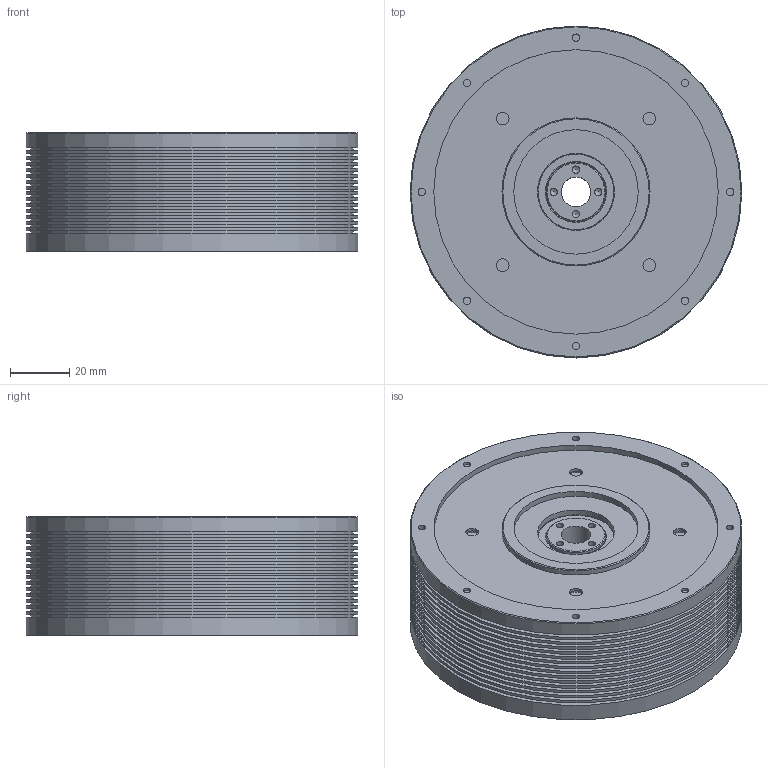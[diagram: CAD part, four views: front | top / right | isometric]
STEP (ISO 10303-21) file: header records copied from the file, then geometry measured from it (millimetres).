
FILE_DESCRIPTION (( 'STEP AP214' ), '1' );
FILE_NAME ('M-BA112.STEP', '2023-11-16T06:26:26', ( '821079794744' ), ( '' ), 'SwSTEP 2.0', 'SolidWorks 2018', '' );
FILE_SCHEMA (( 'AUTOMOTIVE_DESIGN' ));
Length unit declared in the file: millimetre
Products named in the file (1): M-BA112
Bounding box: 112 x 112 x 40 mm (x, y, z)
Volume: 365840.6 mm3; surface area: 56317.6 mm2
Topology: 1 solids, 3 shells, 329 faces, 701 edges, 452 vertices
Faces by surface type: plane 168, cylinder 102, cone 45, bspline 14
Full cylindrical faces by diameter (mm): 0.7 x5, 2.5 x20, 4 x3, 4.3 x4, 5.5 x4, 6 x4, 7.4 x4, 10 x1, 20 x2, 25.5 x2, 26 x2, 31.5 x2, 37 x2, 42 x1, 50 x1, 96 x1, 109 x15, 112 x16
Entity records: 11484 total; most frequent: CARTESIAN_POINT 1839, DIRECTION 1375, ORIENTED_EDGE 1066, AXIS2_PLACEMENT_3D 586, EDGE_CURVE 533, EDGE_LOOP 523, FACE_OUTER_BOUND 422, VERTEX_POINT 398
